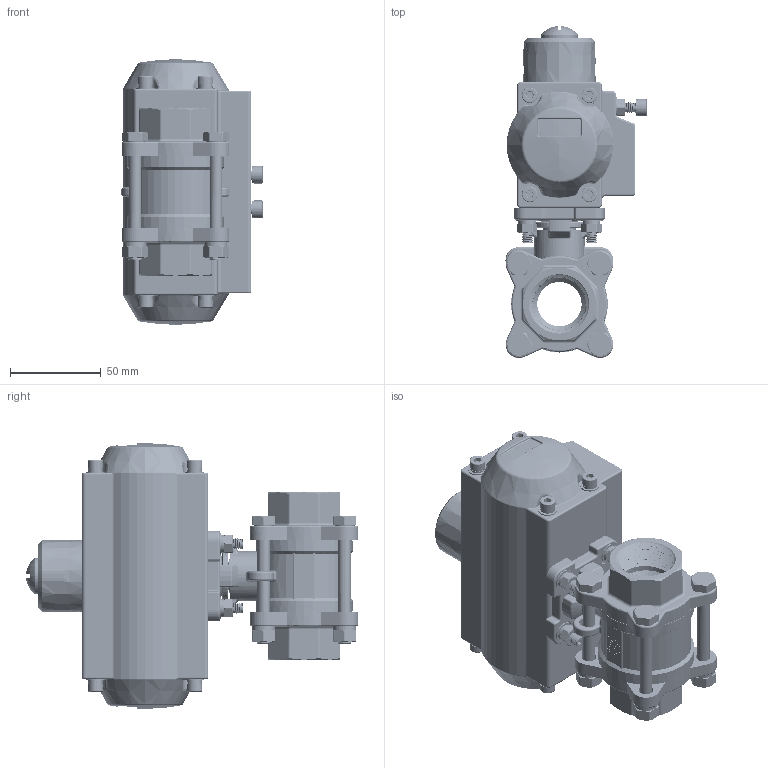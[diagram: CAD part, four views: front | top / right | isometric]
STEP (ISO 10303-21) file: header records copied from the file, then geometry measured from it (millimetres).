
FILE_DESCRIPTION (( 'STEP AP214' ), '1' );
FILE_NAME ('KD1.STEP', '2019-02-12T00:11:55', ( '' ), ( '' ), 'SwSTEP 2.0', 'SolidWorks 2016', '' );
FILE_SCHEMA (( 'AUTOMOTIVE_DESIGN' ));
Length unit declared in the file: millimetre
Products named in the file (1): KD1
Bounding box: 77.6 x 182.51 x 146 mm (x, y, z)
Volume: 723772.4 mm3; surface area: 162866.2 mm2
Topology: 58 solids, 58 shells, 3367 faces, 8529 edges, 5310 vertices
Faces by surface type: cylinder 1558, plane 694, bspline 382, cone 356, torus 275, sphere 102
Entity records: 256485 total; most frequent: CARTESIAN_POINT 145603, ORIENTED_EDGE 16926, DIRECTION 13654, EDGE_CURVE 8463, AXIS2_PLACEMENT_3D 5408, VERTEX_POINT 5309, EDGE_LOOP 3554, UNCERTAINTY_MEASURE_WITH_UNIT 3427
